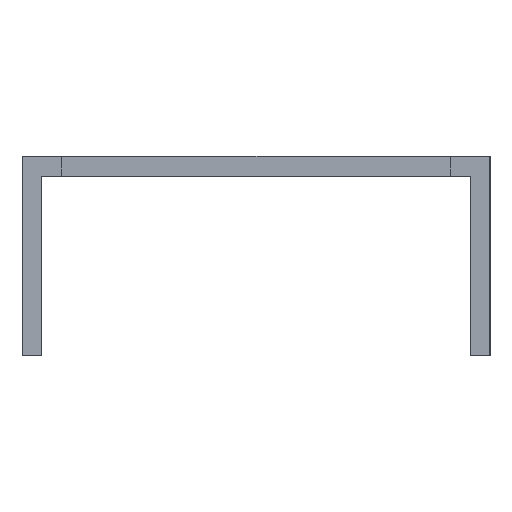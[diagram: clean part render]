
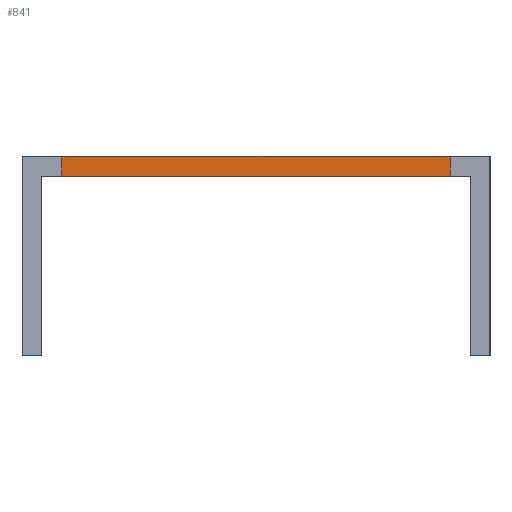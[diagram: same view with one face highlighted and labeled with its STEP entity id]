
A CAD part, left-side view. The second image highlights one B-rep face of the part: STEP entity #841.
In plain terms, the highlighted planar face has unit normal (-1, 0, 0).
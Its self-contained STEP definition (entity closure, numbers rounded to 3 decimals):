
#201=DIRECTION('',(0.,1.,0.));
#202=VECTOR('',#201,19.5);
#203=CARTESIAN_POINT('',(-273.5,-9.75,0.));
#204=LINE('',#203,#202);
#354=DIRECTION('',(0.,1.,0.));
#355=VECTOR('',#354,19.5);
#356=CARTESIAN_POINT('',(-273.5,-9.75,-1.));
#357=LINE('',#356,#355);
#361=DIRECTION('',(0.,0.,1.));
#362=VECTOR('',#361,1.);
#363=CARTESIAN_POINT('',(-273.5,9.75,-1.));
#364=LINE('',#363,#362);
#375=DIRECTION('',(0.,0.,1.));
#376=VECTOR('',#375,1.);
#377=CARTESIAN_POINT('',(-273.5,-9.75,-1.));
#378=LINE('',#377,#376);
#390=CARTESIAN_POINT('',(-273.5,9.75,-1.));
#391=VERTEX_POINT('',#390);
#392=CARTESIAN_POINT('',(-273.5,-9.75,-1.));
#393=VERTEX_POINT('',#392);
#404=CARTESIAN_POINT('',(-273.5,-9.75,0.));
#405=VERTEX_POINT('',#404);
#406=CARTESIAN_POINT('',(-273.5,9.75,0.));
#407=VERTEX_POINT('',#406);
#829=CARTESIAN_POINT('',(-273.5,9.75,0.));
#830=DIRECTION('',(-1.,0.,0.));
#831=DIRECTION('',(0.,-1.,0.));
#832=AXIS2_PLACEMENT_3D('',#829,#830,#831);
#833=PLANE('',#832);
#834=ORIENTED_EDGE('',*,*,#619,.F.);
#836=ORIENTED_EDGE('',*,*,#835,.F.);
#837=ORIENTED_EDGE('',*,*,#702,.T.);
#838=ORIENTED_EDGE('',*,*,#815,.T.);
#839=EDGE_LOOP('',(#834,#836,#837,#838));
#840=FACE_OUTER_BOUND('',#839,.F.);
#619=EDGE_CURVE('',#405,#407,#204,.T.);
#702=EDGE_CURVE('',#393,#391,#357,.T.);
#815=EDGE_CURVE('',#391,#407,#364,.T.);
#835=EDGE_CURVE('',#393,#405,#378,.T.);
#841=ADVANCED_FACE('',(#840),#833,.T.);
